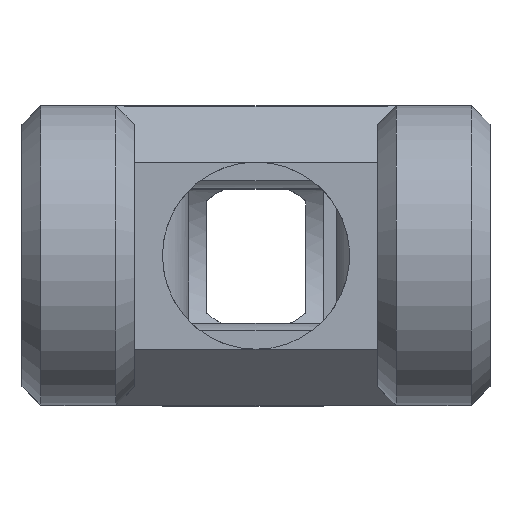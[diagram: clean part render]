
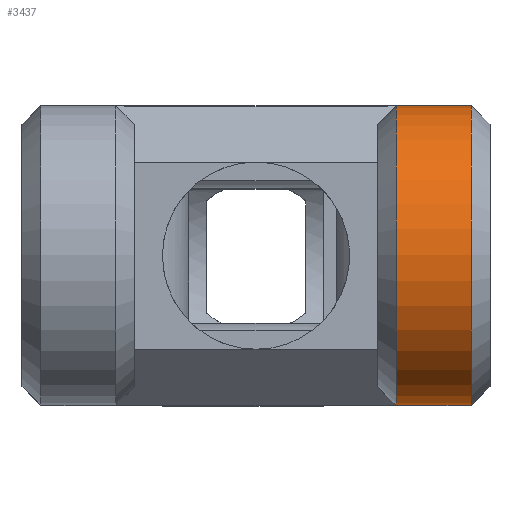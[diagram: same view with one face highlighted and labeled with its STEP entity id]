
A CAD part, top view. The second image highlights one B-rep face of the part: STEP entity #3437.
In plain terms, the highlighted cylindrical face has radius 40 mm (diameter 80 mm), a partial arc.
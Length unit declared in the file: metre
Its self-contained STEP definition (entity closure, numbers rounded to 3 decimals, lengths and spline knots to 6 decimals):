
#135=LINE('',#5461,#427);
#153=LINE('',#5511,#445);
#427=VECTOR('',#4292,1.);
#445=VECTOR('',#4326,1.);
#936=ORIENTED_EDGE('',*,*,#1956,.F.);
#937=ORIENTED_EDGE('',*,*,#1962,.T.);
#938=ORIENTED_EDGE('',*,*,#1932,.T.);
#939=ORIENTED_EDGE('',*,*,#1963,.T.);
#1932=EDGE_CURVE('',#2442,#2441,#135,.T.);
#1956=EDGE_CURVE('',#2465,#2466,#153,.T.);
#1962=EDGE_CURVE('',#2465,#2442,#2723,.F.);
#1963=EDGE_CURVE('',#2441,#2466,#2724,.T.);
#2441=VERTEX_POINT('',#5460);
#2442=VERTEX_POINT('',#5462);
#2465=VERTEX_POINT('',#5510);
#2466=VERTEX_POINT('',#5512);
#2723=CIRCLE('',#3741,0.04);
#2724=CIRCLE('',#3742,0.04);
#2847=EDGE_LOOP('',(#936,#937,#938,#939));
#3101=FACE_BOUND('',#2847,.T.);
#3336=CYLINDRICAL_SURFACE('',#3740,0.04);
#3437=ADVANCED_FACE('',(#3101),#3336,.T.);
#3740=AXIS2_PLACEMENT_3D('',#5523,#4334,#4335);
#3741=AXIS2_PLACEMENT_3D('',#5524,#4336,#4337);
#3742=AXIS2_PLACEMENT_3D('',#5525,#4338,#4339);
#4292=DIRECTION('',(-1.,0.,0.));
#4326=DIRECTION('',(-1.,0.,0.));
#4334=DIRECTION('',(-1.,0.,0.));
#4335=DIRECTION('',(0.,0.,1.));
#4336=DIRECTION('',(1.,0.,0.));
#4337=DIRECTION('',(0.,0.,-1.));
#4338=DIRECTION('',(1.,0.,0.));
#4339=DIRECTION('',(0.,0.,-1.));
#5460=CARTESIAN_POINT('',(0.0375,0.04,0.22));
#5461=CARTESIAN_POINT('',(0.0625,0.04,0.22));
#5462=CARTESIAN_POINT('',(0.0575,0.04,0.22));
#5510=CARTESIAN_POINT('',(0.0575,-0.04,0.22));
#5511=CARTESIAN_POINT('',(0.0625,-0.04,0.22));
#5512=CARTESIAN_POINT('',(0.0375,-0.04,0.22));
#5523=CARTESIAN_POINT('',(0.0625,0.,0.22));
#5524=CARTESIAN_POINT('',(0.0575,0.,0.22));
#5525=CARTESIAN_POINT('',(0.0375,0.,0.22));
